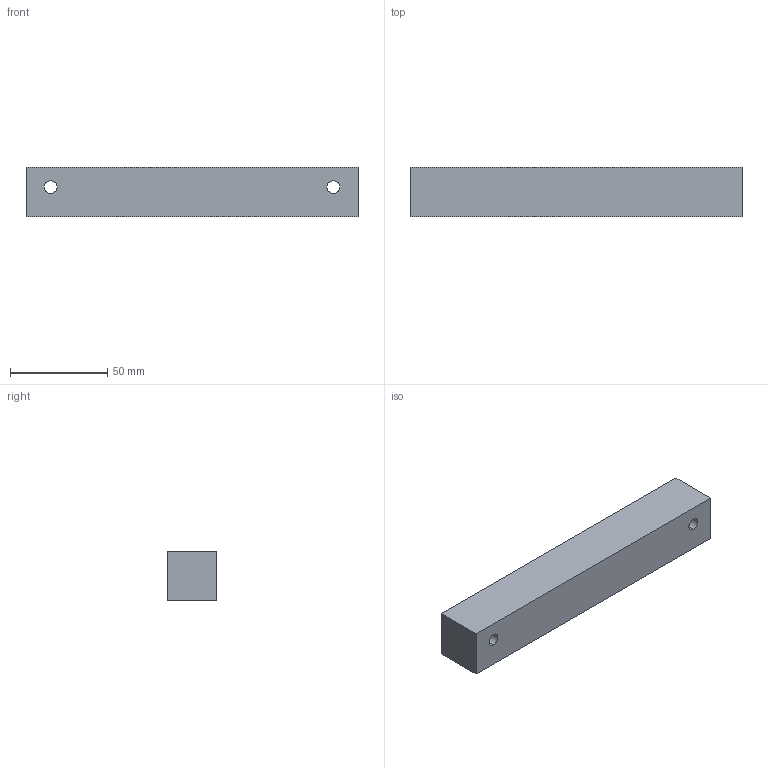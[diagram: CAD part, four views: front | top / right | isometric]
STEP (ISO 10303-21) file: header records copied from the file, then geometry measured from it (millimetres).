
FILE_DESCRIPTION (( 'STEP AP203' ), '1' );
FILE_NAME ('4400-23-P-0130 ( 2 piezas - acero solido).STEP', '2023-03-05T02:09:52', ( '' ), ( '' ), 'SwSTEP 2.0', 'SolidWorks 2022', '' );
FILE_SCHEMA (( 'CONFIG_CONTROL_DESIGN' ));
Length unit declared in the file: inch
Products named in the file (1): 4400-23-P-0130 ( 2 piezas - acero solido)
Bounding box: 170.88 x 25.4 x 25.4 mm (x, y, z)
Volume: 107959.7 mm3; surface area: 20434.5 mm2
Topology: 1 solids, 1 shells, 124 faces, 350 edges, 230 vertices
Faces by surface type: cylinder 106, plane 12, bspline 6
Entity records: 11083 total; most frequent: CARTESIAN_POINT 8391, ORIENTED_EDGE 700, DIRECTION 408, EDGE_CURVE 350, VERTEX_POINT 230, AXIS2_PLACEMENT_3D 139, LINE 130, EDGE_LOOP 130
